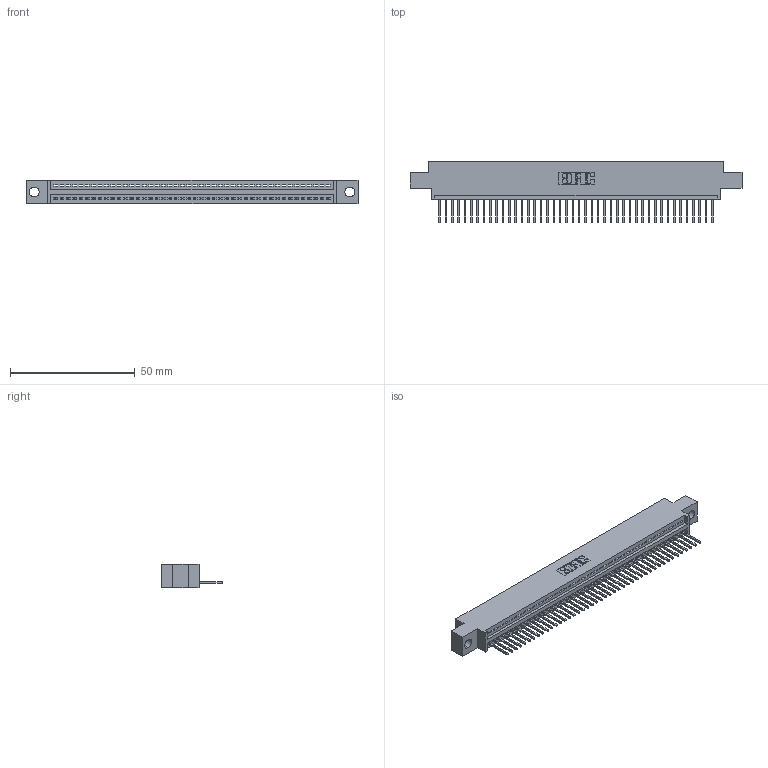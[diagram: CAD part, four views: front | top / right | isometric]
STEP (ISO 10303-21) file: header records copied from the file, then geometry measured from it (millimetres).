
FILE_DESCRIPTION (( 'STEP AP203' ), '1' );
FILE_NAME ('395-044-523-604.STEP', '2021-05-31T15:08:34', ( '' ), ( '' ), 'SwSTEP 2.0', 'SolidWorks 2020', '' );
FILE_SCHEMA (( 'CONFIG_CONTROL_DESIGN' ));
Length unit declared in the file: inch
Products named in the file (3): 345 Part_0.170 Offset - 0.156 Dia-TI; 395-044-523-604; 345-292-001_345-293-123
Assembly tree (45 placements, depth 2):
  395-044-523-604
    345 Part_0.170 Offset - 0.156 Dia-TI
    345-292-001_345-293-123  x44
Bounding box: 132.97 x 24.82 x 9.4 mm (x, y, z)
Volume: 12409.6 mm3; surface area: 16535.3 mm2
Topology: 45 solids, 45 shells, 2696 faces, 8133 edges, 5362 vertices
Faces by surface type: plane 1858, cylinder 838
Entity records: 33415 total; most frequent: CARTESIAN_POINT 5798, ORIENTED_EDGE 5774, DIRECTION 5059, EDGE_CURVE 2887, VECTOR 2579, LINE 2579, VERTEX_POINT 1922, AXIS2_PLACEMENT_3D 1240
